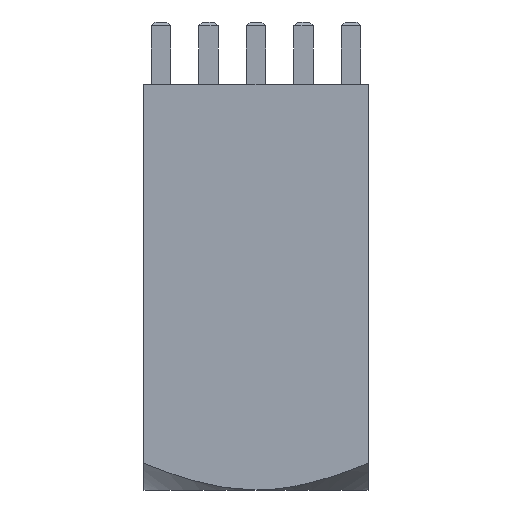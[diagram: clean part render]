
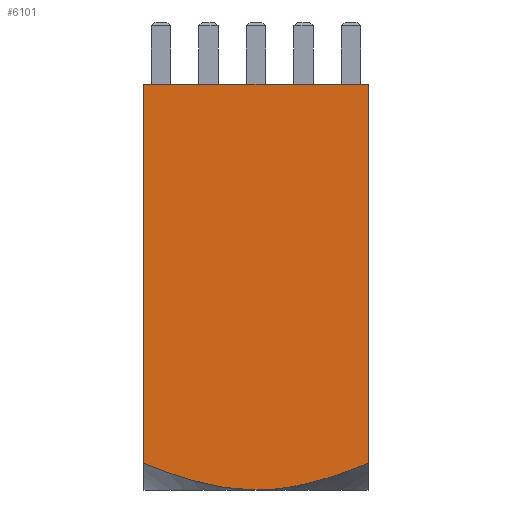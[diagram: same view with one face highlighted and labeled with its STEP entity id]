
A CAD part, left-side view. The second image highlights one B-rep face of the part: STEP entity #6101.
In plain terms, the highlighted planar face has unit normal (-1, 0, 0).
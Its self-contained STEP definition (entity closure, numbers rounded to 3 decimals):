
#518 = VERTEX_POINT ( 'NONE', #5267 ) ;
#569 = VECTOR ( 'NONE', #4042, 1000. ) ;
#833 = CARTESIAN_POINT ( 'NONE',  ( -9., 9., 32.5 ) ) ;
#884 = CARTESIAN_POINT ( 'NONE',  ( -9., 0., 0. ) ) ;
#895 = CARTESIAN_POINT ( 'NONE',  ( -9., 9., 2.152 ) ) ;
#914 = CARTESIAN_POINT ( 'NONE',  ( -9., -9., 2.152 ) ) ;
#1145 = ORIENTED_EDGE ( 'NONE', *, *, #5173, .F. ) ;
#1146 = ORIENTED_EDGE ( 'NONE', *, *, #6134, .F. ) ;
#1147 = ORIENTED_EDGE ( 'NONE', *, *, #6133, .T. ) ;
#1148 = ORIENTED_EDGE ( 'NONE', *, *, #6132, .T. ) ;
#1149 = ORIENTED_EDGE ( 'NONE', *, *, #6131, .T. ) ;
#1684 = VECTOR ( 'NONE', #3309, 1000. ) ;
#3125 = CARTESIAN_POINT ( 'NONE',  ( -9., -9., 32.5 ) ) ;
#3132 = FACE_OUTER_BOUND ( 'NONE', #4285, .T. ) ;
#3133 = PLANE ( 'NONE',  #4615 ) ;
#3136 = DIRECTION ( 'NONE',  ( 1., 0., 0. ) ) ;
#3137 = DIRECTION ( 'NONE',  ( 0., 0., -1. ) ) ;
#3270 = LINE ( 'NONE', #3283, #4618 ) ;
#3277 = CARTESIAN_POINT ( 'NONE',  ( -9., 0., 0. ) ) ;
#3278 = CARTESIAN_POINT ( 'NONE',  ( -9., 7.554, 1.579 ) ) ;
#3282 = CARTESIAN_POINT ( 'NONE',  ( -9., 8.281, 1.859 ) ) ;
#3283 = CARTESIAN_POINT ( 'NONE',  ( -9., 9., 32.5 ) ) ;
#3284 = DIRECTION ( 'NONE',  ( 0., 0., -1. ) ) ;
#3285 = CARTESIAN_POINT ( 'NONE',  ( -9., -0.387, 0. ) ) ;
#3286 = CARTESIAN_POINT ( 'NONE',  ( -9., 9., 2.152 ) ) ;
#3287 = CARTESIAN_POINT ( 'NONE',  ( -9., 6.079, 1.065 ) ) ;
#3288 = CARTESIAN_POINT ( 'NONE',  ( -9., 5.334, 0.832 ) ) ;
#3289 = CARTESIAN_POINT ( 'NONE',  ( -9., 3.835, 0.439 ) ) ;
#3290 = CARTESIAN_POINT ( 'NONE',  ( -9., 3.079, 0.279 ) ) ;
#3291 = CARTESIAN_POINT ( 'NONE',  ( -9., 1.552, 0.059 ) ) ;
#3292 = CARTESIAN_POINT ( 'NONE',  ( -9., 0.781, 0. ) ) ;
#3293 = CARTESIAN_POINT ( 'NONE',  ( -9., 0., 0. ) ) ;
#3295 = LINE ( 'NONE', #3308, #1684 ) ;
#3297 = CARTESIAN_POINT ( 'NONE',  ( -9., -0.778, 0.015 ) ) ;
#3298 = CARTESIAN_POINT ( 'NONE',  ( -9., -1.557, 0.072 ) ) ;
#3299 = CARTESIAN_POINT ( 'NONE',  ( -9., -1.943, 0.115 ) ) ;
#3300 = CARTESIAN_POINT ( 'NONE',  ( -9., -3.094, 0.282 ) ) ;
#3301 = CARTESIAN_POINT ( 'NONE',  ( -9., -3.85, 0.442 ) ) ;
#3302 = CARTESIAN_POINT ( 'NONE',  ( -9., -5.346, 0.835 ) ) ;
#3303 = CARTESIAN_POINT ( 'NONE',  ( -9., -6.086, 1.068 ) ) ;
#3304 = CARTESIAN_POINT ( 'NONE',  ( -9., -7.556, 1.58 ) ) ;
#3305 = CARTESIAN_POINT ( 'NONE',  ( -9., -8.282, 1.859 ) ) ;
#3306 = CARTESIAN_POINT ( 'NONE',  ( -9., -9., 2.152 ) ) ;
#3308 = CARTESIAN_POINT ( 'NONE',  ( -9., -9., 32.5 ) ) ;
#3309 = DIRECTION ( 'NONE',  ( 0., 0., -1. ) ) ;
#3596 = B_SPLINE_CURVE_WITH_KNOTS ( 'NONE', 3,
 ( #3286, #3282, #3278, #3287, #3288, #3289, #3290, #3291, #3292, #3293 ),
 .UNSPECIFIED., .F., .F.,
 ( 4, 2, 2, 2, 4 ),
 ( 0.023, 0.026, 0.028, 0.03, 0.033 ),
 .UNSPECIFIED. ) ;
#3603 = B_SPLINE_CURVE_WITH_KNOTS ( 'NONE', 3,
 ( #3277, #3285, #3297, #3298, #3299, #3300, #3301, #3302, #3303, #3304, #3305, #3306 ),
 .UNSPECIFIED., .F., .F.,
 ( 4, 2, 2, 2, 2, 4 ),
 ( 0.033, 0.034, 0.035, 0.037, 0.04, 0.042 ),
 .UNSPECIFIED. ) ;
#4037 = LINE ( 'NONE', #4040, #569 ) ;
#4040 = CARTESIAN_POINT ( 'NONE',  ( -9., -9., 32.5 ) ) ;
#4042 = DIRECTION ( 'NONE',  ( 0., -1., 0. ) ) ;
#4285 = EDGE_LOOP ( 'NONE', ( #1149, #1148, #1147, #1146, #1145 ) ) ;
#4615 = AXIS2_PLACEMENT_3D ( 'NONE', #3125, #3136, #3137 ) ;
#4618 = VECTOR ( 'NONE', #3284, 1000. ) ;
#5173 = EDGE_CURVE ( 'NONE', #6413, #518, #4037, .T. ) ;
#5267 = CARTESIAN_POINT ( 'NONE',  ( -9., -9., 32.5 ) ) ;
#6101 = ADVANCED_FACE ( 'NONE', ( #3132 ), #3133, .F. ) ;
#6131 = EDGE_CURVE ( 'NONE', #6413, #6475, #3270, .T. ) ;
#6132 = EDGE_CURVE ( 'NONE', #6475, #6464, #3596, .T. ) ;
#6133 = EDGE_CURVE ( 'NONE', #6464, #6494, #3603, .T. ) ;
#6134 = EDGE_CURVE ( 'NONE', #518, #6494, #3295, .T. ) ;
#6413 = VERTEX_POINT ( 'NONE', #833 ) ;
#6464 = VERTEX_POINT ( 'NONE', #884 ) ;
#6475 = VERTEX_POINT ( 'NONE', #895 ) ;
#6494 = VERTEX_POINT ( 'NONE', #914 ) ;
